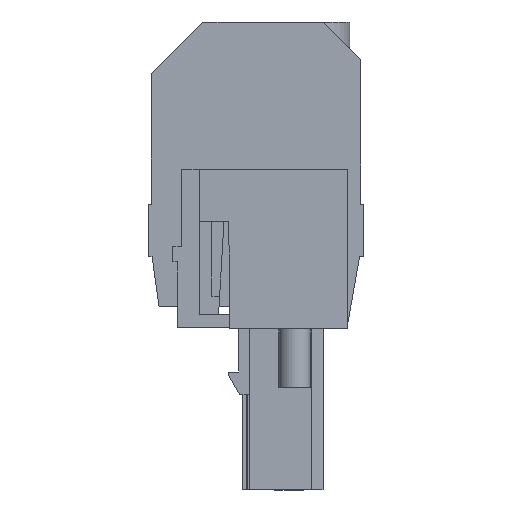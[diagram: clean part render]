
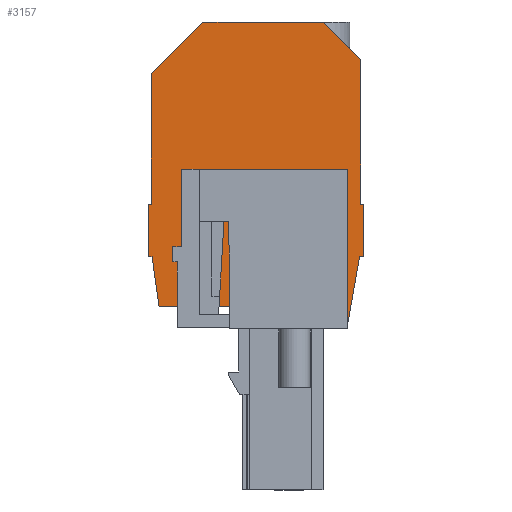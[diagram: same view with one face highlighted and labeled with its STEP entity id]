
A CAD part, left-side view. The second image highlights one B-rep face of the part: STEP entity #3157.
In plain terms, the highlighted planar face has unit normal (-1, 0, 0).
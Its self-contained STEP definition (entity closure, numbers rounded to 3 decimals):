
#3026=AXIS2_PLACEMENT_3D('Plane Axis2P3D',#3023,#3024,#3025) ;
#136=CARTESIAN_POINT('Vertex',(7.17,20.3,39.764)) ;
#152=CARTESIAN_POINT('Vertex',(7.17,20.3,27.3)) ;
#155=CARTESIAN_POINT('Line Origine',(7.17,20.3,33.532)) ;
#304=CARTESIAN_POINT('Vertex',(7.17,0.3,27.3)) ;
#572=CARTESIAN_POINT('Vertex',(7.17,0.3,41.114)) ;
#575=CARTESIAN_POINT('Line Origine',(7.17,0.3,34.207)) ;
#2355=CARTESIAN_POINT('Vertex',(7.17,0.404,22.3)) ;
#2358=CARTESIAN_POINT('Line Origine',(7.17,0.977,19.05)) ;
#2362=CARTESIAN_POINT('Vertex',(7.17,1.55,15.801)) ;
#2421=CARTESIAN_POINT('Vertex',(7.17,19.557,17.5)) ;
#2424=CARTESIAN_POINT('Line Origine',(7.17,19.895,19.9)) ;
#2428=CARTESIAN_POINT('Vertex',(7.17,20.232,22.3)) ;
#2888=CARTESIAN_POINT('Vertex',(7.17,3.886,44.7)) ;
#2891=CARTESIAN_POINT('Line Origine',(7.17,2.093,42.907)) ;
#3023=CARTESIAN_POINT('Axis2P3D Location',(7.17,0.,0.)) ;
#3028=CARTESIAN_POINT('Line Origine',(7.17,0.202,22.3)) ;
#3032=CARTESIAN_POINT('Vertex',(7.17,0.,22.3)) ;
#3035=CARTESIAN_POINT('Line Origine',(7.17,0.,24.8)) ;
#3039=CARTESIAN_POINT('Vertex',(7.17,0.,27.3)) ;
#3042=CARTESIAN_POINT('Line Origine',(7.17,0.15,27.3)) ;
#3047=CARTESIAN_POINT('Line Origine',(7.17,9.625,44.7)) ;
#3051=CARTESIAN_POINT('Vertex',(7.17,15.364,44.7)) ;
#3054=CARTESIAN_POINT('Line Origine',(7.17,17.832,42.232)) ;
#3059=CARTESIAN_POINT('Line Origine',(7.17,20.45,27.3)) ;
#3063=CARTESIAN_POINT('Vertex',(7.17,20.6,27.3)) ;
#3066=CARTESIAN_POINT('Line Origine',(7.17,20.6,24.8)) ;
#3070=CARTESIAN_POINT('Vertex',(7.17,20.6,22.3)) ;
#3073=CARTESIAN_POINT('Line Origine',(7.17,20.416,22.3)) ;
#3078=CARTESIAN_POINT('Line Origine',(7.17,16.205,17.5)) ;
#3082=CARTESIAN_POINT('Vertex',(7.17,12.853,17.5)) ;
#3085=CARTESIAN_POINT('Line Origine',(7.17,12.882,24.06)) ;
#3089=CARTESIAN_POINT('Vertex',(7.17,12.91,30.62)) ;
#3092=CARTESIAN_POINT('Line Origine',(7.17,7.23,30.62)) ;
#3096=CARTESIAN_POINT('Vertex',(7.17,1.55,30.62)) ;
#3099=CARTESIAN_POINT('Line Origine',(7.17,1.55,23.21)) ;
#3123=CARTESIAN_POINT('Line Origine',(7.17,14.71,28.12)) ;
#3127=CARTESIAN_POINT('Vertex',(7.17,14.71,25.62)) ;
#3129=CARTESIAN_POINT('Vertex',(7.17,14.71,30.62)) ;
#3132=CARTESIAN_POINT('Line Origine',(7.17,15.21,25.62)) ;
#3136=CARTESIAN_POINT('Vertex',(7.17,15.71,25.62)) ;
#3139=CARTESIAN_POINT('Line Origine',(7.17,15.71,28.12)) ;
#3143=CARTESIAN_POINT('Vertex',(7.17,15.71,30.62)) ;
#3146=CARTESIAN_POINT('Line Origine',(7.17,15.21,30.62)) ;
#156=DIRECTION('Vector Direction',(0.,0.,1.)) ;
#576=DIRECTION('Vector Direction',(0.,0.,-1.)) ;
#2359=DIRECTION('Vector Direction',(0.,0.174,-0.985)) ;
#2425=DIRECTION('Vector Direction',(0.,-0.139,-0.99)) ;
#2892=DIRECTION('Vector Direction',(0.,0.707,0.707)) ;
#3024=DIRECTION('Axis2P3D Direction',(-1.,0.,0.)) ;
#3025=DIRECTION('Axis2P3D XDirection',(0.,0.,1.)) ;
#3029=DIRECTION('Vector Direction',(0.,-1.,0.)) ;
#3036=DIRECTION('Vector Direction',(0.,0.,1.)) ;
#3043=DIRECTION('Vector Direction',(0.,1.,0.)) ;
#3048=DIRECTION('Vector Direction',(0.,1.,0.)) ;
#3055=DIRECTION('Vector Direction',(0.,0.707,-0.707)) ;
#3060=DIRECTION('Vector Direction',(0.,1.,0.)) ;
#3067=DIRECTION('Vector Direction',(0.,0.,-1.)) ;
#3074=DIRECTION('Vector Direction',(0.,-1.,0.)) ;
#3079=DIRECTION('Vector Direction',(0.,-1.,0.)) ;
#3086=DIRECTION('Vector Direction',(0.,-0.004,-1.)) ;
#3093=DIRECTION('Vector Direction',(0.,1.,0.)) ;
#3100=DIRECTION('Vector Direction',(0.,0.,1.)) ;
#3124=DIRECTION('Vector Direction',(0.,0.,1.)) ;
#3133=DIRECTION('Vector Direction',(0.,1.,0.)) ;
#3140=DIRECTION('Vector Direction',(0.,0.,1.)) ;
#3147=DIRECTION('Vector Direction',(0.,1.,0.)) ;
#157=VECTOR('Line Direction',#156,1.) ;
#577=VECTOR('Line Direction',#576,1.) ;
#2360=VECTOR('Line Direction',#2359,1.) ;
#2426=VECTOR('Line Direction',#2425,1.) ;
#2893=VECTOR('Line Direction',#2892,1.) ;
#3030=VECTOR('Line Direction',#3029,1.) ;
#3037=VECTOR('Line Direction',#3036,1.) ;
#3044=VECTOR('Line Direction',#3043,1.) ;
#3049=VECTOR('Line Direction',#3048,1.) ;
#3056=VECTOR('Line Direction',#3055,1.) ;
#3061=VECTOR('Line Direction',#3060,1.) ;
#3068=VECTOR('Line Direction',#3067,1.) ;
#3075=VECTOR('Line Direction',#3074,1.) ;
#3080=VECTOR('Line Direction',#3079,1.) ;
#3087=VECTOR('Line Direction',#3086,1.) ;
#3094=VECTOR('Line Direction',#3093,1.) ;
#3101=VECTOR('Line Direction',#3100,1.) ;
#3125=VECTOR('Line Direction',#3124,1.) ;
#3134=VECTOR('Line Direction',#3133,1.) ;
#3141=VECTOR('Line Direction',#3140,1.) ;
#3148=VECTOR('Line Direction',#3147,1.) ;
#3105=ORIENTED_EDGE('',*,*,#2364,.T.) ;
#3106=ORIENTED_EDGE('',*,*,#3034,.T.) ;
#3107=ORIENTED_EDGE('',*,*,#3041,.T.) ;
#3108=ORIENTED_EDGE('',*,*,#3046,.T.) ;
#3109=ORIENTED_EDGE('',*,*,#579,.T.) ;
#3110=ORIENTED_EDGE('',*,*,#2895,.T.) ;
#3111=ORIENTED_EDGE('',*,*,#3053,.T.) ;
#3112=ORIENTED_EDGE('',*,*,#3058,.T.) ;
#3113=ORIENTED_EDGE('',*,*,#159,.T.) ;
#3114=ORIENTED_EDGE('',*,*,#3065,.T.) ;
#3115=ORIENTED_EDGE('',*,*,#3072,.T.) ;
#3116=ORIENTED_EDGE('',*,*,#3077,.T.) ;
#3117=ORIENTED_EDGE('',*,*,#2430,.T.) ;
#3118=ORIENTED_EDGE('',*,*,#3084,.T.) ;
#3119=ORIENTED_EDGE('',*,*,#3091,.F.) ;
#3120=ORIENTED_EDGE('',*,*,#3098,.F.) ;
#3121=ORIENTED_EDGE('',*,*,#3103,.F.) ;
#3152=ORIENTED_EDGE('',*,*,#3131,.F.) ;
#3153=ORIENTED_EDGE('',*,*,#3138,.T.) ;
#3154=ORIENTED_EDGE('',*,*,#3145,.T.) ;
#3155=ORIENTED_EDGE('',*,*,#3150,.F.) ;
#3156=FACE_BOUND('',#3151,.T.) ;
#3157=ADVANCED_FACE('housing',(#3122,#3156),#3027,.T.) ;
#159=EDGE_CURVE('',#137,#153,#158,.F.) ;
#579=EDGE_CURVE('',#305,#573,#578,.F.) ;
#2364=EDGE_CURVE('',#2363,#2356,#2361,.F.) ;
#2430=EDGE_CURVE('',#2429,#2422,#2427,.T.) ;
#2895=EDGE_CURVE('',#573,#2889,#2894,.T.) ;
#3034=EDGE_CURVE('',#2356,#3033,#3031,.T.) ;
#3041=EDGE_CURVE('',#3033,#3040,#3038,.T.) ;
#3046=EDGE_CURVE('',#3040,#305,#3045,.T.) ;
#3053=EDGE_CURVE('',#2889,#3052,#3050,.T.) ;
#3058=EDGE_CURVE('',#3052,#137,#3057,.T.) ;
#3065=EDGE_CURVE('',#153,#3064,#3062,.T.) ;
#3072=EDGE_CURVE('',#3064,#3071,#3069,.T.) ;
#3077=EDGE_CURVE('',#3071,#2429,#3076,.T.) ;
#3084=EDGE_CURVE('',#2422,#3083,#3081,.T.) ;
#3091=EDGE_CURVE('',#3090,#3083,#3088,.T.) ;
#3098=EDGE_CURVE('',#3097,#3090,#3095,.T.) ;
#3103=EDGE_CURVE('',#2363,#3097,#3102,.T.) ;
#3131=EDGE_CURVE('',#3128,#3130,#3126,.T.) ;
#3138=EDGE_CURVE('',#3128,#3137,#3135,.T.) ;
#3145=EDGE_CURVE('',#3137,#3144,#3142,.T.) ;
#3150=EDGE_CURVE('',#3130,#3144,#3149,.T.) ;
#3104=EDGE_LOOP('',(#3105,#3106,#3107,#3108,#3109,#3110,#3111,#3112,#3113,#3114,#3115,#3116,#3117,#3118,#3119,#3120,#3121)) ;
#3151=EDGE_LOOP('',(#3152,#3153,#3154,#3155)) ;
#3122=FACE_OUTER_BOUND('',#3104,.T.) ;
#158=LINE('Line',#155,#157) ;
#578=LINE('Line',#575,#577) ;
#2361=LINE('Line',#2358,#2360) ;
#2427=LINE('Line',#2424,#2426) ;
#2894=LINE('Line',#2891,#2893) ;
#3031=LINE('Line',#3028,#3030) ;
#3038=LINE('Line',#3035,#3037) ;
#3045=LINE('Line',#3042,#3044) ;
#3050=LINE('Line',#3047,#3049) ;
#3057=LINE('Line',#3054,#3056) ;
#3062=LINE('Line',#3059,#3061) ;
#3069=LINE('Line',#3066,#3068) ;
#3076=LINE('Line',#3073,#3075) ;
#3081=LINE('Line',#3078,#3080) ;
#3088=LINE('Line',#3085,#3087) ;
#3095=LINE('Line',#3092,#3094) ;
#3102=LINE('Line',#3099,#3101) ;
#3126=LINE('Line',#3123,#3125) ;
#3135=LINE('Line',#3132,#3134) ;
#3142=LINE('Line',#3139,#3141) ;
#3149=LINE('Line',#3146,#3148) ;
#3027=PLANE('',#3026) ;
#137=VERTEX_POINT('',#136) ;
#153=VERTEX_POINT('',#152) ;
#305=VERTEX_POINT('',#304) ;
#573=VERTEX_POINT('',#572) ;
#2356=VERTEX_POINT('',#2355) ;
#2363=VERTEX_POINT('',#2362) ;
#2422=VERTEX_POINT('',#2421) ;
#2429=VERTEX_POINT('',#2428) ;
#2889=VERTEX_POINT('',#2888) ;
#3033=VERTEX_POINT('',#3032) ;
#3040=VERTEX_POINT('',#3039) ;
#3052=VERTEX_POINT('',#3051) ;
#3064=VERTEX_POINT('',#3063) ;
#3071=VERTEX_POINT('',#3070) ;
#3083=VERTEX_POINT('',#3082) ;
#3090=VERTEX_POINT('',#3089) ;
#3097=VERTEX_POINT('',#3096) ;
#3128=VERTEX_POINT('',#3127) ;
#3130=VERTEX_POINT('',#3129) ;
#3137=VERTEX_POINT('',#3136) ;
#3144=VERTEX_POINT('',#3143) ;
